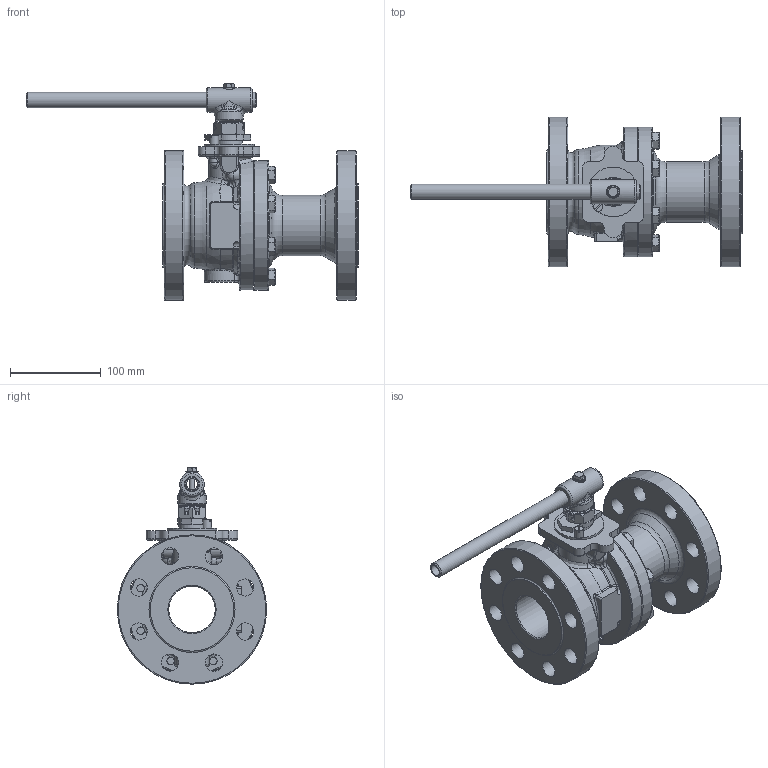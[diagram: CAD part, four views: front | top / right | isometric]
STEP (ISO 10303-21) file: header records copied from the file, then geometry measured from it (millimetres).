
FILE_DESCRIPTION(/* description */ (''),/* implementation_level */ '2;1');
FILE_NAME(/* name */ 'GA-F829-20-CL300-W-A-1.stp',/* time_stamp */ '2019-09-18T15:25:38+01:00',/* author */ ('jaday'),/* organization */ (''),/* preprocessor_version */ 'ST-DEVELOPER v16.1',/* originating_system */ 'Autodesk Inventor 2016',/* authorisation */ '');
FILE_SCHEMA (('AUTOMOTIVE_DESIGN { 1 0 10303 214 3 1 1 }'));
Length unit declared in the file: millimetre
Products named in the file (1): GA-F829-20-CL300-W-A-1
Bounding box: 366.85 x 165 x 239 mm (x, y, z)
Volume: 1916581.5 mm3; surface area: 268286.8 mm2
Topology: 1 solids, 2 shells, 577 faces, 1474 edges, 895 vertices
Faces by surface type: plane 219, cylinder 131, bspline 85, cone 76, torus 57, sphere 9
Full cylindrical faces by diameter (mm): 4.8 x1, 4.917 x1, 6 x1, 8.376 x4, 9.95 x1, 10 x8, 12.48 x1, 17.1 x2, 19 x16, 27 x1, 29.075 x1, 31 x1, 51.25 x1, 54.935 x1, 66.8 x1, 92 x1, 92.1 x1, 107.4 x1, 143.5 x1, 165 x2
Entity records: 20170 total; most frequent: CARTESIAN_POINT 6831, ORIENTED_EDGE 2720, DIRECTION 2472, EDGE_CURVE 1360, AXIS2_PLACEMENT_3D 992, VERTEX_POINT 865, EDGE_LOOP 729, FACE_OUTER_BOUND 577
